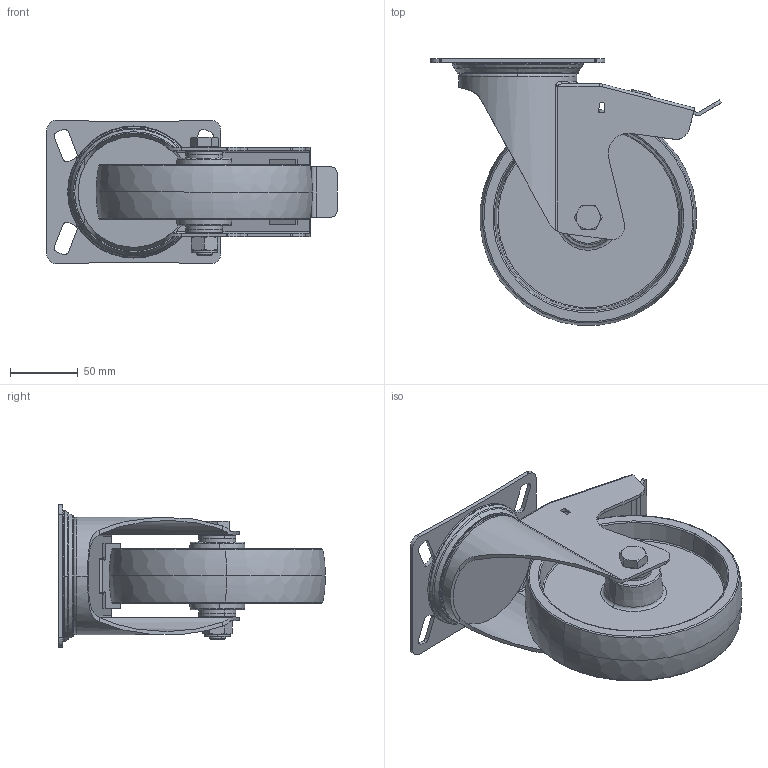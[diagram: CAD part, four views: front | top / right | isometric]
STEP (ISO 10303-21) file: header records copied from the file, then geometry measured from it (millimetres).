
FILE_DESCRIPTION (( 'STEP AP214' ), '1' );
FILE_NAME ('0023422.step', '2022-10-07T10:14:51', ( '' ), ( '' ), 'SwSTEP 2.0', 'SolidWorks 2020', '' );
FILE_SCHEMA (( 'AUTOMOTIVE_DESIGN' ));
Length unit declared in the file: millimetre
Products named in the file (1): 0023422
Bounding box: 214.45 x 196.75 x 106 mm (x, y, z)
Volume: 627256 mm3; surface area: 181836.7 mm2
Topology: 10 solids, 10 shells, 360 faces, 908 edges, 577 vertices
Faces by surface type: cylinder 130, plane 122, torus 60, cone 36, bspline 12
Entity records: 16361 total; most frequent: CARTESIAN_POINT 3447, DIRECTION 1937, ORIENTED_EDGE 1812, EDGE_CURVE 906, AXIS2_PLACEMENT_3D 780, VERTEX_POINT 577, CIRCLE 431, EDGE_LOOP 403
